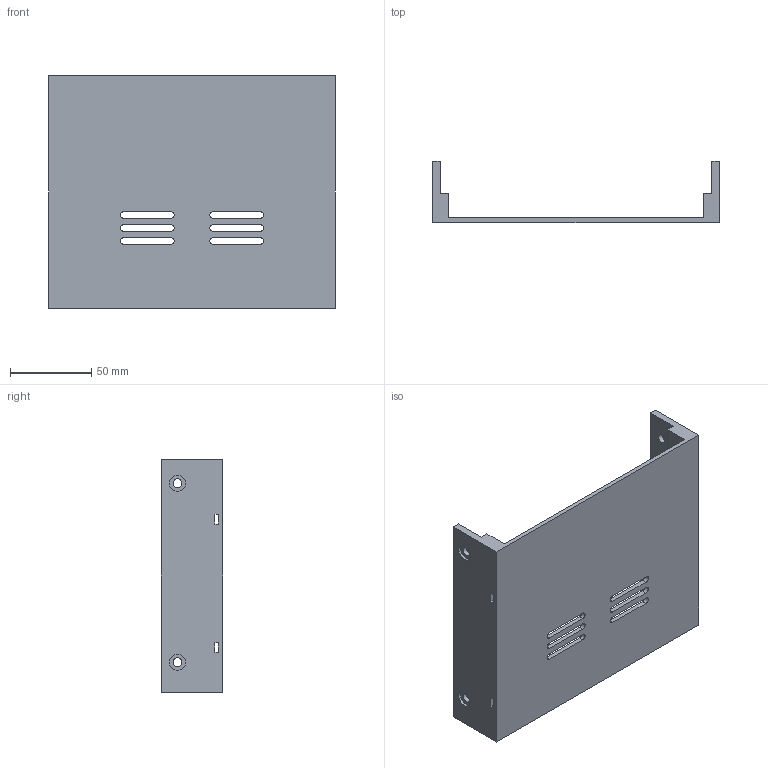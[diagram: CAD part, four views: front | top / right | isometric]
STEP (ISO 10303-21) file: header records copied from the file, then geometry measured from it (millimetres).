
FILE_DESCRIPTION(/* description */ (''),/* implementation_level */ '2;1');
FILE_NAME(/* name */ '1-CBA_top_Cover_V5_part_1of3.step',/* time_stamp */ '2019-04-09T16:23:45+02:00',/* author */ ('edidos'),/* organization */ (''),/* preprocessor_version */ 'ST-DEVELOPER v18',/* originating_system */ 'Autodesk Translation Framework v8.2.0.1029',/* authorisation */ '');
FILE_SCHEMA (('AUTOMOTIVE_DESIGN { 1 0 10303 214 3 1 1 }'));
Length unit declared in the file: millimetre
Products named in the file (1): 1-CBA top Cover V5.stl
Bounding box: 176 x 37.8 x 143 mm (x, y, z)
Volume: 133593.1 mm3; surface area: 73432.9 mm2
Topology: 1 solids, 1 shells, 62 faces, 180 edges, 120 vertices
Faces by surface type: plane 42, cylinder 20
Full cylindrical faces by diameter (mm): 5.5 x4, 10 x4
Entity records: 2133 total; most frequent: CARTESIAN_POINT 363, ORIENTED_EDGE 360, DIRECTION 346, EDGE_CURVE 180, LINE 140, VECTOR 140, VERTEX_POINT 120, AXIS2_PLACEMENT_3D 103
